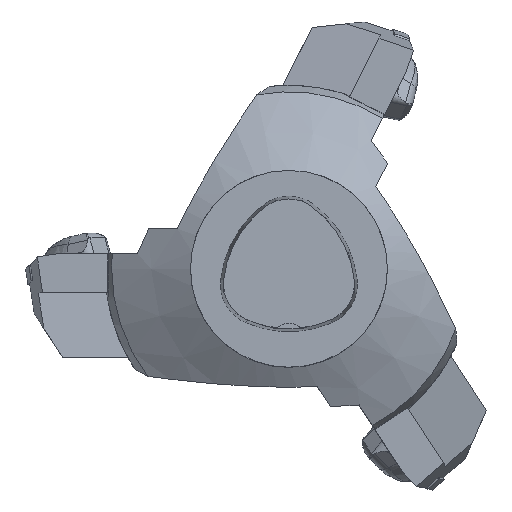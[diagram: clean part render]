
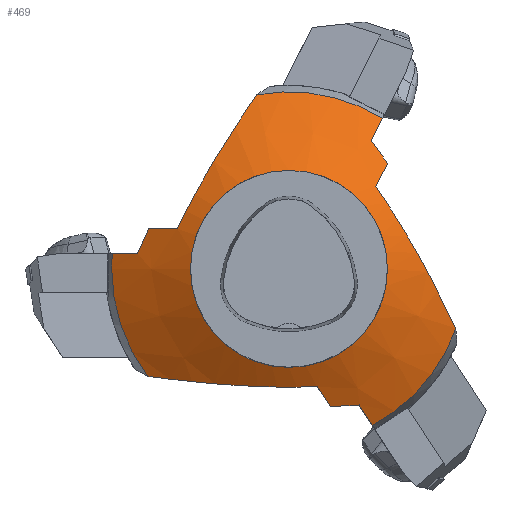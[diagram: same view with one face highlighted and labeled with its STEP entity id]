
A CAD part, top view. The second image highlights one B-rep face of the part: STEP entity #469.
In plain terms, the highlighted conical face has half-angle 60 degrees and reference radius 72.02 mm.
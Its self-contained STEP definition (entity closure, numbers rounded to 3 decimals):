
#275=B_SPLINE_CURVE_WITH_KNOTS('',3,(#3538,#3539,#3540,#3541),
 .UNSPECIFIED.,.F.,.F.,(4,4),(0.,1.),.UNSPECIFIED.);
#276=B_SPLINE_CURVE_WITH_KNOTS('',3,(#3544,#3545,#3546,#3547),
 .UNSPECIFIED.,.F.,.F.,(4,4),(0.,1.),.UNSPECIFIED.);
#277=B_SPLINE_CURVE_WITH_KNOTS('',3,(#3548,#3549,#3550,#3551,#3552,#3553,
#3554,#3555),.UNSPECIFIED.,.F.,.F.,(4,2,2,4),(0.,0.25,0.5,1.),
 .UNSPECIFIED.);
#278=B_SPLINE_CURVE_WITH_KNOTS('',3,(#3557,#3558,#3559,#3560,#3561,#3562,
#3563,#3564,#3565,#3566),.UNSPECIFIED.,.F.,.F.,(4,3,3,4),(0.,0.321,
0.643,1.),.UNSPECIFIED.);
#279=B_SPLINE_CURVE_WITH_KNOTS('',3,(#3568,#3569,#3570,#3571),
 .UNSPECIFIED.,.F.,.F.,(4,4),(0.,1.),.UNSPECIFIED.);
#280=B_SPLINE_CURVE_WITH_KNOTS('',3,(#3573,#3574,#3575,#3576),
 .UNSPECIFIED.,.F.,.F.,(4,4),(0.,1.),.UNSPECIFIED.);
#281=B_SPLINE_CURVE_WITH_KNOTS('',3,(#3578,#3579,#3580,#3581),
 .UNSPECIFIED.,.F.,.F.,(4,4),(0.,1.),.UNSPECIFIED.);
#282=B_SPLINE_CURVE_WITH_KNOTS('',3,(#3582,#3583,#3584,#3585,#3586,#3587,
#3588,#3589),.UNSPECIFIED.,.F.,.F.,(4,2,2,4),(0.,0.25,0.5,1.),
 .UNSPECIFIED.);
#283=B_SPLINE_CURVE_WITH_KNOTS('',3,(#3591,#3592,#3593,#3594),
 .UNSPECIFIED.,.F.,.F.,(4,4),(0.,1.),.UNSPECIFIED.);
#284=B_SPLINE_CURVE_WITH_KNOTS('',3,(#3596,#3597,#3598,#3599),
 .UNSPECIFIED.,.F.,.F.,(4,4),(0.,1.),.UNSPECIFIED.);
#285=B_SPLINE_CURVE_WITH_KNOTS('',3,(#3601,#3602,#3603,#3604),
 .UNSPECIFIED.,.F.,.F.,(4,4),(0.,1.),.UNSPECIFIED.);
#286=B_SPLINE_CURVE_WITH_KNOTS('',3,(#3605,#3606,#3607,#3608,#3609,#3610,
#3611,#3612),.UNSPECIFIED.,.F.,.F.,(4,2,2,4),(0.,0.25,0.5,1.),
 .UNSPECIFIED.);
#287=B_SPLINE_CURVE_WITH_KNOTS('',3,(#3614,#3615,#3616,#3617),
 .UNSPECIFIED.,.F.,.F.,(4,4),(0.,1.),.UNSPECIFIED.);
#328=CONICAL_SURFACE('',#2577,72.021,60.);
#469=ADVANCED_FACE('',(#631,#632),#328,.T.);
#582=CIRCLE('',#2513,40.);
#602=CIRCLE('',#2569,72.021);
#603=CIRCLE('',#2572,72.021);
#604=CIRCLE('',#2575,72.021);
#631=FACE_BOUND('',#684,.T.);
#632=FACE_BOUND('',#685,.T.);
#684=EDGE_LOOP('',(#946,#947,#948,#949,#950,#951,#952,#953,#954,#955,#956,
#957,#958,#959,#960,#961));
#685=EDGE_LOOP('',(#962));
#946=ORIENTED_EDGE('',*,*,#1747,.T.);
#947=ORIENTED_EDGE('',*,*,#1748,.T.);
#948=ORIENTED_EDGE('',*,*,#1736,.T.);
#949=ORIENTED_EDGE('',*,*,#1749,.F.);
#950=ORIENTED_EDGE('',*,*,#1750,.T.);
#951=ORIENTED_EDGE('',*,*,#1751,.F.);
#952=ORIENTED_EDGE('',*,*,#1752,.T.);
#953=ORIENTED_EDGE('',*,*,#1753,.T.);
#954=ORIENTED_EDGE('',*,*,#1744,.T.);
#955=ORIENTED_EDGE('',*,*,#1754,.F.);
#956=ORIENTED_EDGE('',*,*,#1755,.F.);
#957=ORIENTED_EDGE('',*,*,#1756,.T.);
#958=ORIENTED_EDGE('',*,*,#1757,.T.);
#959=ORIENTED_EDGE('',*,*,#1740,.T.);
#960=ORIENTED_EDGE('',*,*,#1758,.F.);
#961=ORIENTED_EDGE('',*,*,#1759,.F.);
#962=ORIENTED_EDGE('',*,*,#1687,.F.);
#1472=VERTEX_POINT('',#3366);
#1504=VERTEX_POINT('',#3478);
#1505=VERTEX_POINT('',#3480);
#1507=VERTEX_POINT('',#3499);
#1508=VERTEX_POINT('',#3501);
#1510=VERTEX_POINT('',#3519);
#1511=VERTEX_POINT('',#3521);
#1513=VERTEX_POINT('',#3542);
#1514=VERTEX_POINT('',#3543);
#1515=VERTEX_POINT('',#3556);
#1516=VERTEX_POINT('',#3567);
#1517=VERTEX_POINT('',#3572);
#1518=VERTEX_POINT('',#3577);
#1519=VERTEX_POINT('',#3590);
#1520=VERTEX_POINT('',#3595);
#1521=VERTEX_POINT('',#3600);
#1522=VERTEX_POINT('',#3613);
#1687=EDGE_CURVE('',#1472,#1472,#582,.T.);
#1736=EDGE_CURVE('',#1505,#1504,#602,.T.);
#1740=EDGE_CURVE('',#1508,#1507,#603,.T.);
#1744=EDGE_CURVE('',#1511,#1510,#604,.T.);
#1747=EDGE_CURVE('',#1513,#1514,#275,.T.);
#1748=EDGE_CURVE('',#1514,#1505,#276,.T.);
#1749=EDGE_CURVE('',#1515,#1504,#277,.T.);
#1750=EDGE_CURVE('',#1515,#1516,#278,.T.);
#1751=EDGE_CURVE('',#1517,#1516,#279,.T.);
#1752=EDGE_CURVE('',#1517,#1518,#280,.T.);
#1753=EDGE_CURVE('',#1518,#1511,#281,.T.);
#1754=EDGE_CURVE('',#1519,#1510,#282,.T.);
#1755=EDGE_CURVE('',#1520,#1519,#283,.T.);
#1756=EDGE_CURVE('',#1520,#1521,#284,.T.);
#1757=EDGE_CURVE('',#1521,#1508,#285,.T.);
#1758=EDGE_CURVE('',#1522,#1507,#286,.T.);
#1759=EDGE_CURVE('',#1513,#1522,#287,.T.);
#2513=AXIS2_PLACEMENT_3D('',#3365,#2751,#2752);
#2569=AXIS2_PLACEMENT_3D('',#3479,#2880,#2881);
#2572=AXIS2_PLACEMENT_3D('',#3500,#2886,#2887);
#2575=AXIS2_PLACEMENT_3D('',#3520,#2892,#2893);
#2577=AXIS2_PLACEMENT_3D('',#3618,#2896,#2897);
#2751=DIRECTION('',(0.,0.,1.));
#2752=DIRECTION('',(1.,0.,0.));
#2880=DIRECTION('',(0.,0.,1.));
#2881=DIRECTION('',(1.,0.,0.));
#2886=DIRECTION('',(0.,0.,1.));
#2887=DIRECTION('',(1.,0.,0.));
#2892=DIRECTION('',(0.,0.,1.));
#2893=DIRECTION('',(1.,0.,0.));
#2896=DIRECTION('',(0.,0.,-1.));
#2897=DIRECTION('',(-1.,0.,0.));
#3365=CARTESIAN_POINT('',(0.,0.,-42.513));
#3366=CARTESIAN_POINT('',(40.,0.,-42.513));
#3478=CARTESIAN_POINT('',(-57.306,-43.623,-61.));
#3479=CARTESIAN_POINT('',(0.,0.,-61.));
#3480=CARTESIAN_POINT('',(-71.752,6.218,-61.));
#3499=CARTESIAN_POINT('',(-13.099,70.819,-61.));
#3500=CARTESIAN_POINT('',(0.,0.,-61.));
#3501=CARTESIAN_POINT('',(37.901,61.241,-61.));
#3519=CARTESIAN_POINT('',(67.839,-24.184,-61.));
#3520=CARTESIAN_POINT('',(0.,0.,-61.));
#3521=CARTESIAN_POINT('',(33.975,-63.503,-61.));
#3538=CARTESIAN_POINT('',(-56.918,16.399,-53.617));
#3539=CARTESIAN_POINT('',(-58.51,13.007,-53.959));
#3540=CARTESIAN_POINT('',(-60.045,9.612,-54.468));
#3541=CARTESIAN_POINT('',(-61.528,6.218,-55.123));
#3542=CARTESIAN_POINT('',(-56.918,16.399,-53.617));
#3543=CARTESIAN_POINT('',(-61.528,6.218,-55.123));
#3544=CARTESIAN_POINT('',(-61.528,6.218,-55.123));
#3545=CARTESIAN_POINT('',(-64.937,6.218,-57.081));
#3546=CARTESIAN_POINT('',(-68.344,6.218,-59.04));
#3547=CARTESIAN_POINT('',(-71.752,6.218,-61.));
#3548=CARTESIAN_POINT('',(11.361,-47.791,-47.78));
#3549=CARTESIAN_POINT('',(5.445,-48.003,-47.109));
#3550=CARTESIAN_POINT('',(-0.438,-48.05,-46.958));
#3551=CARTESIAN_POINT('',(-12.134,-47.816,-47.702));
#3552=CARTESIAN_POINT('',(-17.949,-47.535,-48.592));
#3553=CARTESIAN_POINT('',(-35.314,-46.312,-52.471));
#3554=CARTESIAN_POINT('',(-46.411,-45.044,-56.492));
#3555=CARTESIAN_POINT('',(-57.306,-43.623,-61.));
#3556=CARTESIAN_POINT('',(11.361,-47.791,-47.78));
#3557=CARTESIAN_POINT('',(11.361,-47.791,-47.78));
#3558=CARTESIAN_POINT('',(11.405,-47.79,-47.785));
#3559=CARTESIAN_POINT('',(11.449,-47.795,-47.794));
#3560=CARTESIAN_POINT('',(11.489,-47.806,-47.806));
#3561=CARTESIAN_POINT('',(11.53,-47.817,-47.817));
#3562=CARTESIAN_POINT('',(11.569,-47.835,-47.832));
#3563=CARTESIAN_POINT('',(11.602,-47.857,-47.85));
#3564=CARTESIAN_POINT('',(11.639,-47.882,-47.869));
#3565=CARTESIAN_POINT('',(11.67,-47.914,-47.891));
#3566=CARTESIAN_POINT('',(11.694,-47.95,-47.914));
#3567=CARTESIAN_POINT('',(11.694,-47.95,-47.914));
#3568=CARTESIAN_POINT('',(16.886,-55.915,-53.141));
#3569=CARTESIAN_POINT('',(15.158,-53.265,-51.388));
#3570=CARTESIAN_POINT('',(13.428,-50.611,-49.644));
#3571=CARTESIAN_POINT('',(11.694,-47.95,-47.914));
#3572=CARTESIAN_POINT('',(16.886,-55.915,-53.141));
#3573=CARTESIAN_POINT('',(16.886,-55.915,-53.141));
#3574=CARTESIAN_POINT('',(20.817,-55.739,-53.7));
#3575=CARTESIAN_POINT('',(24.718,-55.506,-54.439));
#3576=CARTESIAN_POINT('',(28.58,-55.228,-55.321));
#3577=CARTESIAN_POINT('',(28.58,-55.228,-55.321));
#3578=CARTESIAN_POINT('',(28.58,-55.228,-55.321));
#3579=CARTESIAN_POINT('',(30.379,-57.987,-57.213));
#3580=CARTESIAN_POINT('',(32.177,-60.745,-59.106));
#3581=CARTESIAN_POINT('',(33.975,-63.503,-61.));
#3582=CARTESIAN_POINT('',(35.297,33.517,-47.522));
#3583=CARTESIAN_POINT('',(38.54,28.834,-47.017));
#3584=CARTESIAN_POINT('',(41.635,24.093,-47.004));
#3585=CARTESIAN_POINT('',(47.539,14.5,-47.933));
#3586=CARTESIAN_POINT('',(50.352,9.644,-48.871));
#3587=CARTESIAN_POINT('',(58.449,-5.029,-52.771));
#3588=CARTESIAN_POINT('',(63.251,-14.638,-56.655));
#3589=CARTESIAN_POINT('',(67.839,-24.184,-61.));
#3590=CARTESIAN_POINT('',(35.297,33.517,-47.522));
#3591=CARTESIAN_POINT('',(40.096,43.016,-53.37));
#3592=CARTESIAN_POINT('',(38.5,39.856,-51.407));
#3593=CARTESIAN_POINT('',(36.901,36.691,-49.455));
#3594=CARTESIAN_POINT('',(35.297,33.517,-47.522));
#3595=CARTESIAN_POINT('',(40.096,43.016,-53.37));
#3596=CARTESIAN_POINT('',(40.096,43.016,-53.37));
#3597=CARTESIAN_POINT('',(37.881,46.152,-53.823));
#3598=CARTESIAN_POINT('',(35.637,49.233,-54.449));
#3599=CARTESIAN_POINT('',(33.368,52.267,-55.221));
#3600=CARTESIAN_POINT('',(33.368,52.267,-55.221));
#3601=CARTESIAN_POINT('',(33.368,52.267,-55.221));
#3602=CARTESIAN_POINT('',(34.88,55.259,-57.146));
#3603=CARTESIAN_POINT('',(36.391,58.25,-59.073));
#3604=CARTESIAN_POINT('',(37.901,61.241,-61.));
#3605=CARTESIAN_POINT('',(-45.427,16.399,-47.303));
#3606=CARTESIAN_POINT('',(-43.067,21.297,-46.981));
#3607=CARTESIAN_POINT('',(-40.592,26.104,-47.114));
#3608=CARTESIAN_POINT('',(-35.426,35.548,-48.232));
#3609=CARTESIAN_POINT('',(-32.728,40.2,-49.218));
#3610=CARTESIAN_POINT('',(-24.45,53.864,-53.113));
#3611=CARTESIAN_POINT('',(-18.799,62.442,-56.843));
#3612=CARTESIAN_POINT('',(-13.099,70.819,-61.));
#3613=CARTESIAN_POINT('',(-45.427,16.399,-47.303));
#3614=CARTESIAN_POINT('',(-56.918,16.399,-53.617));
#3615=CARTESIAN_POINT('',(-53.096,16.399,-51.497));
#3616=CARTESIAN_POINT('',(-49.268,16.399,-49.389));
#3617=CARTESIAN_POINT('',(-45.427,16.399,-47.303));
#3618=CARTESIAN_POINT('',(0.,0.,-61.));
